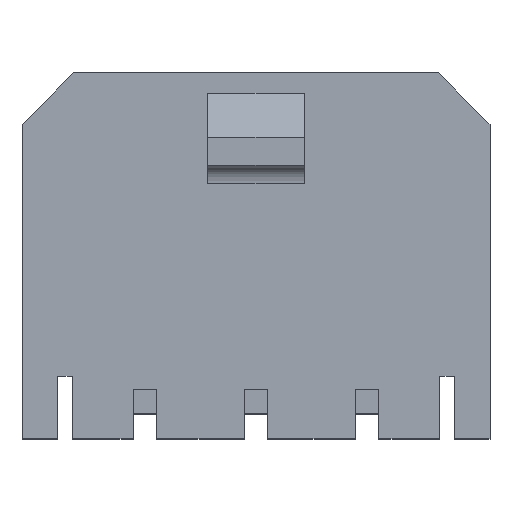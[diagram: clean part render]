
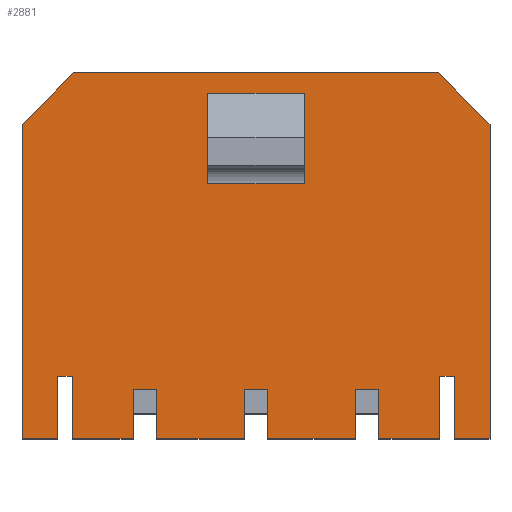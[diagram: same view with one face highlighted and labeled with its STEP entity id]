
A CAD part, top view. The second image highlights one B-rep face of the part: STEP entity #2881.
In plain terms, the highlighted planar face has unit normal (0, 0, 1).
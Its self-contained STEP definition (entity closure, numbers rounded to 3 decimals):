
#759 = VERTEX_POINT('',#760);
#760 = CARTESIAN_POINT('',(-3.325,7.45,4.43));
#766 = EDGE_CURVE('',#767,#759,#769,.T.);
#767 = VERTEX_POINT('',#768);
#768 = CARTESIAN_POINT('',(-3.325,-1.05,4.43));
#769 = LINE('',#770,#771);
#770 = CARTESIAN_POINT('',(-3.325,-1.05,4.43));
#771 = VECTOR('',#772,1.);
#772 = DIRECTION('',(0.,1.,0.));
#1248 = VERTEX_POINT('',#1249);
#1249 = CARTESIAN_POINT('',(-2.365,0.65,4.43));
#1339 = VERTEX_POINT('',#1340);
#1340 = CARTESIAN_POINT('',(-2.365,-1.05,4.43));
#1346 = EDGE_CURVE('',#1339,#1248,#1347,.T.);
#1347 = LINE('',#1348,#1349);
#1348 = CARTESIAN_POINT('',(-2.365,-1.05,4.43));
#1349 = VECTOR('',#1350,1.);
#1350 = DIRECTION('',(0.,1.,0.));
#1369 = EDGE_CURVE('',#1370,#1248,#1372,.T.);
#1370 = VERTEX_POINT('',#1371);
#1371 = CARTESIAN_POINT('',(-1.965,0.65,4.43));
#1372 = LINE('',#1373,#1374);
#1373 = CARTESIAN_POINT('',(-1.965,0.65,4.43));
#1374 = VECTOR('',#1375,1.);
#1375 = DIRECTION('',(-1.,0.,0.));
#2069 = VERTEX_POINT('',#2070);
#2070 = CARTESIAN_POINT('',(6.32,0.3,4.43));
#2076 = EDGE_CURVE('',#2077,#2069,#2079,.T.);
#2077 = VERTEX_POINT('',#2078);
#2078 = CARTESIAN_POINT('',(6.32,-1.05,4.43));
#2079 = LINE('',#2080,#2081);
#2080 = CARTESIAN_POINT('',(6.32,-1.05,4.43));
#2081 = VECTOR('',#2082,1.);
#2082 = DIRECTION('',(0.,1.,0.));
#2482 = VERTEX_POINT('',#2483);
#2483 = CARTESIAN_POINT('',(9.325,-1.05,4.43));
#2489 = EDGE_CURVE('',#2482,#2490,#2492,.T.);
#2490 = VERTEX_POINT('',#2491);
#2491 = CARTESIAN_POINT('',(9.325,7.45,4.43));
#2492 = LINE('',#2493,#2494);
#2493 = CARTESIAN_POINT('',(9.325,-1.05,4.43));
#2494 = VECTOR('',#2495,1.);
#2495 = DIRECTION('',(0.,1.,0.));
#2730 = EDGE_CURVE('',#1339,#767,#2731,.T.);
#2731 = LINE('',#2732,#2733);
#2732 = CARTESIAN_POINT('',(-2.365,-1.05,4.43));
#2733 = VECTOR('',#2734,1.);
#2734 = DIRECTION('',(-1.,0.,0.));
#2746 = VERTEX_POINT('',#2747);
#2747 = CARTESIAN_POINT('',(8.365,-1.05,4.43));
#2753 = EDGE_CURVE('',#2482,#2746,#2754,.T.);
#2754 = LINE('',#2755,#2756);
#2755 = CARTESIAN_POINT('',(9.325,-1.05,4.43));
#2756 = VECTOR('',#2757,1.);
#2757 = DIRECTION('',(-1.,0.,0.));
#2769 = VERTEX_POINT('',#2770);
#2770 = CARTESIAN_POINT('',(-0.32,-1.05,4.43));
#2778 = VERTEX_POINT('',#2779);
#2779 = CARTESIAN_POINT('',(-1.965,-1.05,4.43));
#2785 = EDGE_CURVE('',#2769,#2778,#2786,.T.);
#2786 = LINE('',#2787,#2788);
#2787 = CARTESIAN_POINT('',(-0.32,-1.05,4.43));
#2788 = VECTOR('',#2789,1.);
#2789 = DIRECTION('',(-1.,0.,0.));
#2800 = VERTEX_POINT('',#2801);
#2801 = CARTESIAN_POINT('',(2.68,-1.05,4.43));
#2809 = VERTEX_POINT('',#2810);
#2810 = CARTESIAN_POINT('',(0.32,-1.05,4.43));
#2816 = EDGE_CURVE('',#2800,#2809,#2817,.T.);
#2817 = LINE('',#2818,#2819);
#2818 = CARTESIAN_POINT('',(2.68,-1.05,4.43));
#2819 = VECTOR('',#2820,1.);
#2820 = DIRECTION('',(-1.,0.,0.));
#2831 = EDGE_CURVE('',#2832,#2077,#2834,.T.);
#2832 = VERTEX_POINT('',#2833);
#2833 = CARTESIAN_POINT('',(7.965,-1.05,4.43));
#2834 = LINE('',#2835,#2836);
#2835 = CARTESIAN_POINT('',(7.965,-1.05,4.43));
#2836 = VECTOR('',#2837,1.);
#2837 = DIRECTION('',(-1.,0.,0.));
#2855 = VERTEX_POINT('',#2856);
#2856 = CARTESIAN_POINT('',(5.68,-1.05,4.43));
#2864 = VERTEX_POINT('',#2865);
#2865 = CARTESIAN_POINT('',(3.32,-1.05,4.43));
#2871 = EDGE_CURVE('',#2855,#2864,#2872,.T.);
#2872 = LINE('',#2873,#2874);
#2873 = CARTESIAN_POINT('',(5.68,-1.05,4.43));
#2874 = VECTOR('',#2875,1.);
#2875 = DIRECTION('',(-1.,0.,0.));
#2881 = ADVANCED_FACE('',(#2882),#3003,.T.);
#2882 = FACE_BOUND('',#2883,.F.);
#2883 = EDGE_LOOP('',(#2884,#2885,#2893,#2899,#2900,#2908,#2916,#2922,
    #2923,#2931,#2939,#2945,#2946,#2952,#2953,#2954,#2955,#2956,#2964,
    #2972,#2978,#2979,#2980,#2988,#2996,#3002));
#2884 = ORIENTED_EDGE('',*,*,#2076,.T.);
#2885 = ORIENTED_EDGE('',*,*,#2886,.T.);
#2886 = EDGE_CURVE('',#2069,#2887,#2889,.T.);
#2887 = VERTEX_POINT('',#2888);
#2888 = CARTESIAN_POINT('',(5.68,0.3,4.43));
#2889 = LINE('',#2890,#2891);
#2890 = CARTESIAN_POINT('',(6.32,0.3,4.43));
#2891 = VECTOR('',#2892,1.);
#2892 = DIRECTION('',(-1.,0.,0.));
#2893 = ORIENTED_EDGE('',*,*,#2894,.F.);
#2894 = EDGE_CURVE('',#2855,#2887,#2895,.T.);
#2895 = LINE('',#2896,#2897);
#2896 = CARTESIAN_POINT('',(5.68,-1.05,4.43));
#2897 = VECTOR('',#2898,1.);
#2898 = DIRECTION('',(0.,1.,0.));
#2899 = ORIENTED_EDGE('',*,*,#2871,.T.);
#2900 = ORIENTED_EDGE('',*,*,#2901,.T.);
#2901 = EDGE_CURVE('',#2864,#2902,#2904,.T.);
#2902 = VERTEX_POINT('',#2903);
#2903 = CARTESIAN_POINT('',(3.32,0.3,4.43));
#2904 = LINE('',#2905,#2906);
#2905 = CARTESIAN_POINT('',(3.32,-1.05,4.43));
#2906 = VECTOR('',#2907,1.);
#2907 = DIRECTION('',(0.,1.,0.));
#2908 = ORIENTED_EDGE('',*,*,#2909,.T.);
#2909 = EDGE_CURVE('',#2902,#2910,#2912,.T.);
#2910 = VERTEX_POINT('',#2911);
#2911 = CARTESIAN_POINT('',(2.68,0.3,4.43));
#2912 = LINE('',#2913,#2914);
#2913 = CARTESIAN_POINT('',(3.32,0.3,4.43));
#2914 = VECTOR('',#2915,1.);
#2915 = DIRECTION('',(-1.,0.,0.));
#2916 = ORIENTED_EDGE('',*,*,#2917,.F.);
#2917 = EDGE_CURVE('',#2800,#2910,#2918,.T.);
#2918 = LINE('',#2919,#2920);
#2919 = CARTESIAN_POINT('',(2.68,-1.05,4.43));
#2920 = VECTOR('',#2921,1.);
#2921 = DIRECTION('',(0.,1.,0.));
#2922 = ORIENTED_EDGE('',*,*,#2816,.T.);
#2923 = ORIENTED_EDGE('',*,*,#2924,.T.);
#2924 = EDGE_CURVE('',#2809,#2925,#2927,.T.);
#2925 = VERTEX_POINT('',#2926);
#2926 = CARTESIAN_POINT('',(0.32,0.3,4.43));
#2927 = LINE('',#2928,#2929);
#2928 = CARTESIAN_POINT('',(0.32,-1.05,4.43));
#2929 = VECTOR('',#2930,1.);
#2930 = DIRECTION('',(0.,1.,0.));
#2931 = ORIENTED_EDGE('',*,*,#2932,.T.);
#2932 = EDGE_CURVE('',#2925,#2933,#2935,.T.);
#2933 = VERTEX_POINT('',#2934);
#2934 = CARTESIAN_POINT('',(-0.32,0.3,4.43));
#2935 = LINE('',#2936,#2937);
#2936 = CARTESIAN_POINT('',(0.32,0.3,4.43));
#2937 = VECTOR('',#2938,1.);
#2938 = DIRECTION('',(-1.,0.,0.));
#2939 = ORIENTED_EDGE('',*,*,#2940,.F.);
#2940 = EDGE_CURVE('',#2769,#2933,#2941,.T.);
#2941 = LINE('',#2942,#2943);
#2942 = CARTESIAN_POINT('',(-0.32,-1.05,4.43));
#2943 = VECTOR('',#2944,1.);
#2944 = DIRECTION('',(0.,1.,0.));
#2945 = ORIENTED_EDGE('',*,*,#2785,.T.);
#2946 = ORIENTED_EDGE('',*,*,#2947,.T.);
#2947 = EDGE_CURVE('',#2778,#1370,#2948,.T.);
#2948 = LINE('',#2949,#2950);
#2949 = CARTESIAN_POINT('',(-1.965,-1.05,4.43));
#2950 = VECTOR('',#2951,1.);
#2951 = DIRECTION('',(0.,1.,0.));
#2952 = ORIENTED_EDGE('',*,*,#1369,.T.);
#2953 = ORIENTED_EDGE('',*,*,#1346,.F.);
#2954 = ORIENTED_EDGE('',*,*,#2730,.T.);
#2955 = ORIENTED_EDGE('',*,*,#766,.T.);
#2956 = ORIENTED_EDGE('',*,*,#2957,.F.);
#2957 = EDGE_CURVE('',#2958,#759,#2960,.T.);
#2958 = VERTEX_POINT('',#2959);
#2959 = CARTESIAN_POINT('',(-1.925,8.85,4.43));
#2960 = LINE('',#2961,#2962);
#2961 = CARTESIAN_POINT('',(-1.925,8.85,4.43));
#2962 = VECTOR('',#2963,1.);
#2963 = DIRECTION('',(-0.707,-0.707,
    0.));
#2964 = ORIENTED_EDGE('',*,*,#2965,.F.);
#2965 = EDGE_CURVE('',#2966,#2958,#2968,.T.);
#2966 = VERTEX_POINT('',#2967);
#2967 = CARTESIAN_POINT('',(7.925,8.85,4.43));
#2968 = LINE('',#2969,#2970);
#2969 = CARTESIAN_POINT('',(7.925,8.85,4.43));
#2970 = VECTOR('',#2971,1.);
#2971 = DIRECTION('',(-1.,0.,0.));
#2972 = ORIENTED_EDGE('',*,*,#2973,.F.);
#2973 = EDGE_CURVE('',#2490,#2966,#2974,.T.);
#2974 = LINE('',#2975,#2976);
#2975 = CARTESIAN_POINT('',(9.325,7.45,4.43));
#2976 = VECTOR('',#2977,1.);
#2977 = DIRECTION('',(-0.707,0.707,0.)
  );
#2978 = ORIENTED_EDGE('',*,*,#2489,.F.);
#2979 = ORIENTED_EDGE('',*,*,#2753,.T.);
#2980 = ORIENTED_EDGE('',*,*,#2981,.T.);
#2981 = EDGE_CURVE('',#2746,#2982,#2984,.T.);
#2982 = VERTEX_POINT('',#2983);
#2983 = CARTESIAN_POINT('',(8.365,0.65,4.43));
#2984 = LINE('',#2985,#2986);
#2985 = CARTESIAN_POINT('',(8.365,-1.05,4.43));
#2986 = VECTOR('',#2987,1.);
#2987 = DIRECTION('',(0.,1.,0.));
#2988 = ORIENTED_EDGE('',*,*,#2989,.T.);
#2989 = EDGE_CURVE('',#2982,#2990,#2992,.T.);
#2990 = VERTEX_POINT('',#2991);
#2991 = CARTESIAN_POINT('',(7.965,0.65,4.43));
#2992 = LINE('',#2993,#2994);
#2993 = CARTESIAN_POINT('',(8.365,0.65,4.43));
#2994 = VECTOR('',#2995,1.);
#2995 = DIRECTION('',(-1.,0.,0.));
#2996 = ORIENTED_EDGE('',*,*,#2997,.F.);
#2997 = EDGE_CURVE('',#2832,#2990,#2998,.T.);
#2998 = LINE('',#2999,#3000);
#2999 = CARTESIAN_POINT('',(7.965,-1.05,4.43));
#3000 = VECTOR('',#3001,1.);
#3001 = DIRECTION('',(0.,1.,0.));
#3002 = ORIENTED_EDGE('',*,*,#2831,.T.);
#3003 = PLANE('',#3004);
#3004 = AXIS2_PLACEMENT_3D('',#3005,#3006,#3007);
#3005 = CARTESIAN_POINT('',(9.325,-1.05,4.43));
#3006 = DIRECTION('',(0.,0.,1.));
#3007 = DIRECTION('',(0.,1.,0.));
